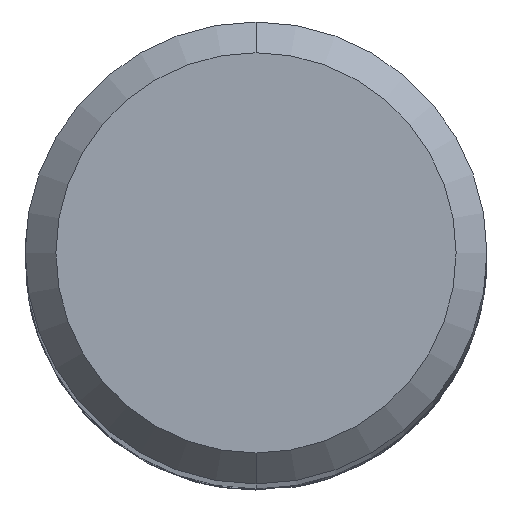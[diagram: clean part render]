
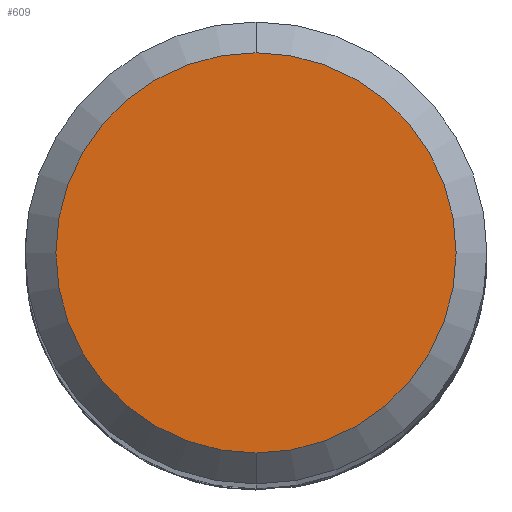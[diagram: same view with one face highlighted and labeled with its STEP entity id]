
A CAD part, top view. The second image highlights one B-rep face of the part: STEP entity #609.
In plain terms, the highlighted planar face has unit normal (0, 0, 1).
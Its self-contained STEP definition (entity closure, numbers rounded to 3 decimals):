
#609=ADVANCED_FACE('',(#1656),#1657,.T.);
#641=EDGE_CURVE('',#1251,#1305,#1692,.T.);
#999=EDGE_CURVE('',#1305,#1251,#2079,.T.);
#1251=VERTEX_POINT('',#2362);
#1305=VERTEX_POINT('',#2419);
#1656=FACE_OUTER_BOUND('',#3290,.T.);
#1657=PLANE('',#3291);
#1692=CIRCLE('',#3402,2.6);
#2079=CIRCLE('',#5966,2.6);
#2362=CARTESIAN_POINT('',(0.,-2.6,0.0));
#2419=CARTESIAN_POINT('',(0.0,2.6,0.0));
#3290=EDGE_LOOP('',(#10921,#10922));
#3291=AXIS2_PLACEMENT_3D('',#10923,#10924,#10925);
#3402=AXIS2_PLACEMENT_3D('',#10956,#10957,#10958);
#5966=AXIS2_PLACEMENT_3D('',#11322,#11323,#11324);
#10921=ORIENTED_EDGE('',*,*,#999,.F.);
#10922=ORIENTED_EDGE('',*,*,#641,.F.);
#10923=CARTESIAN_POINT('',(0.0,1.3,0.0));
#10924=DIRECTION('',(-0.0,0.0,1.0));
#10925=DIRECTION('',(0.0,-1.0,0.0));
#10956=CARTESIAN_POINT('',(0.0,0.0,0.0));
#10957=DIRECTION('',(0.0,0.0,-1.0));
#10958=DIRECTION('',(0.0,1.0,0.0));
#11322=CARTESIAN_POINT('',(0.0,0.0,0.0));
#11323=DIRECTION('',(0.0,0.0,-1.0));
#11324=DIRECTION('',(0.0,1.0,0.0));
